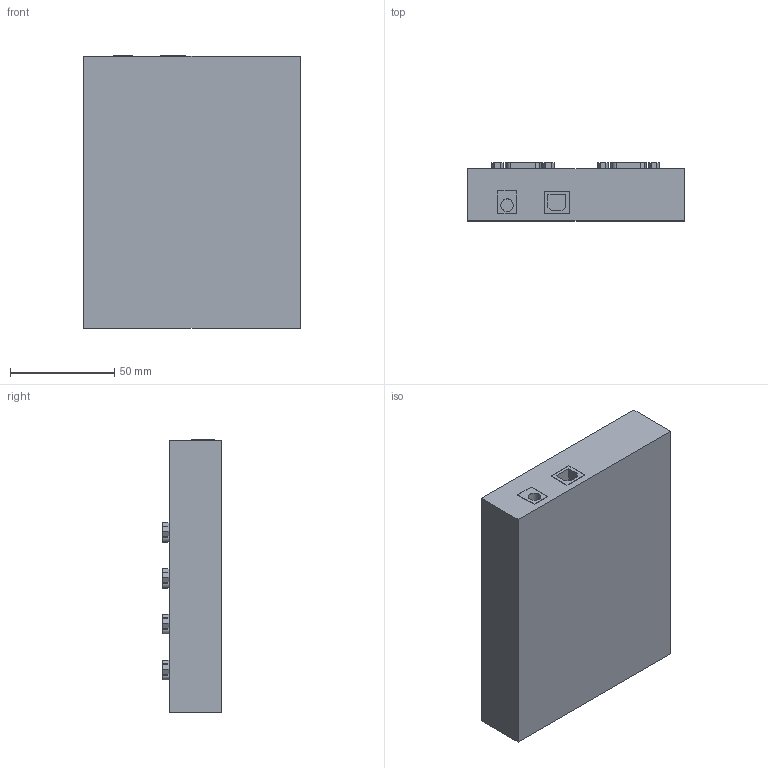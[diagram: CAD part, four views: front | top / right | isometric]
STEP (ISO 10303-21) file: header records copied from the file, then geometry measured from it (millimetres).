
FILE_DESCRIPTION(/* description */ (''),/* implementation_level */ '2;1');
FILE_NAME(/* name */ 'USB2-8COM-M.stp',/* time_stamp */ '2016-06-17T13:44:15-04:00',/* author */ ('Kieran'),/* organization */ (''),/* preprocessor_version */ 'ST-DEVELOPER v15.6',/* originating_system */ 'Autodesk Inventor 2015',/* authorisation */ '');
FILE_SCHEMA (('AUTOMOTIVE_DESIGN { 1 0 10303 214 3 1 1 }'));
Length unit declared in the file: millimetre
Products named in the file (1): USB2-8COM-M
Bounding box: 103.5 x 28 x 130.75 mm (x, y, z)
Volume: 337863.4 mm3; surface area: 43799.6 mm2
Topology: 1 solids, 1 shells, 489 faces, 1041 edges, 694 vertices
Faces by surface type: plane 320, cylinder 169
Full cylindrical faces by diameter (mm): 1 x72, 2.45 x16, 3.5 x16, 6 x1
Entity records: 12712 total; most frequent: DIRECTION 2254, CARTESIAN_POINT 2120, ORIENTED_EDGE 1872, EDGE_CURVE 936, AXIS2_PLACEMENT_3D 828, EDGE_LOOP 734, VERTEX_POINT 694, LINE 598
